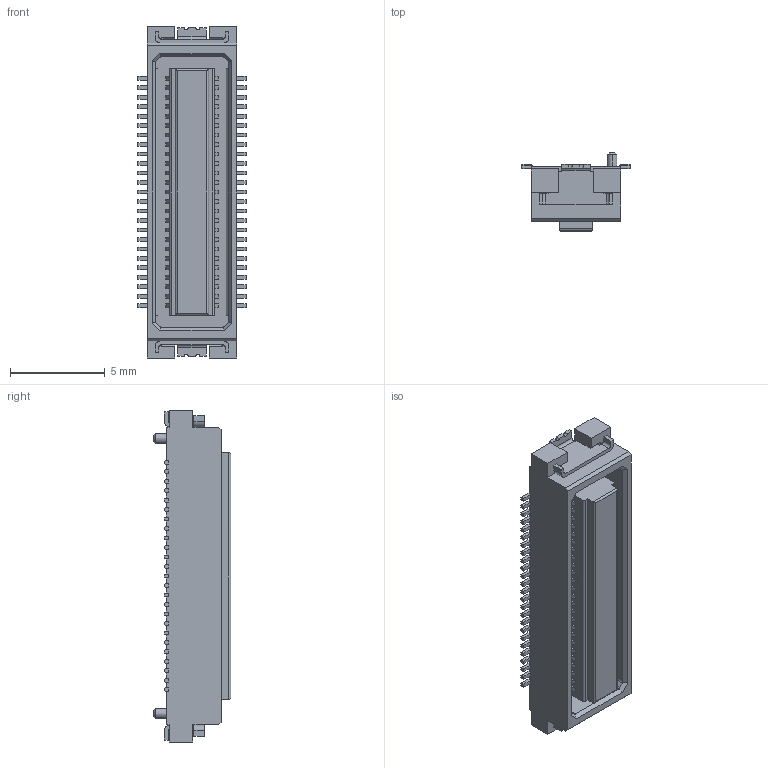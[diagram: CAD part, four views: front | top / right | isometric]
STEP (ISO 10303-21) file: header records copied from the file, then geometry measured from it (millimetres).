
FILE_DESCRIPTION (( 'STEP AP214' ), '1' );
FILE_NAME ('DF173050DS05V57.STEP', '2023-07-17T15:36:47', ( '' ), ( '' ), 'SwSTEP 2.0', 'SolidWorks 2019', '' );
FILE_SCHEMA (( 'AUTOMOTIVE_DESIGN' ));
Length unit declared in the file: millimetre
Products named in the file (1): DF173050DS05V57
Bounding box: 5.7 x 4.1 x 17.5 mm (x, y, z)
Volume: 176.5 mm3; surface area: 510.6 mm2
Topology: 1 solids, 1 shells, 914 faces, 2908 edges, 2000 vertices
Faces by surface type: plane 776, cylinder 134, cone 4
Entity records: 42632 total; most frequent: CARTESIAN_POINT 7593, ORIENTED_EDGE 5816, DIRECTION 4218, EDGE_CURVE 2908, LINE 2280, VECTOR 2280, VERTEX_POINT 2000, EDGE_LOOP 1018
